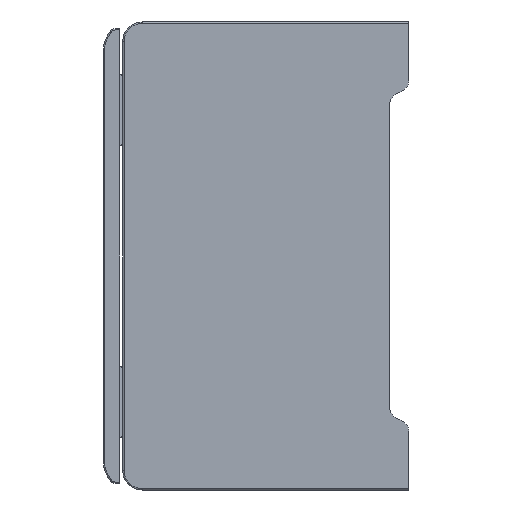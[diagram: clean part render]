
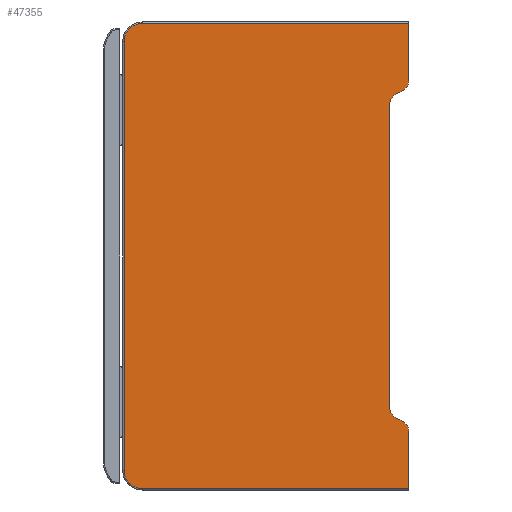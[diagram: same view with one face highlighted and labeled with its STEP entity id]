
A CAD part, left-side view. The second image highlights one B-rep face of the part: STEP entity #47355.
In plain terms, the highlighted planar face has unit normal (-1, 0, 0).
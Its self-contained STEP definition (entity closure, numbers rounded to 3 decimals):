
#8656=CARTESIAN_POINT('',(0.,1.,-12.887));
#8657=DIRECTION('',(1.,0.,0.));
#8658=DIRECTION('',(0.,1.,0.));
#8659=AXIS2_PLACEMENT_3D('',#8656,#8657,#8658);
#8661=DIRECTION('',(0.,0.,1.));
#8662=VECTOR('',#8661,46.226);
#8663=CARTESIAN_POINT('',(0.,3.,-59.113));
#8664=LINE('',#8663,#8662);
#8665=CARTESIAN_POINT('',(0.,1.,-59.113));
#8666=DIRECTION('',(1.,0.,0.));
#8667=DIRECTION('',(0.,0.5,-0.866));
#8668=AXIS2_PLACEMENT_3D('',#8665,#8666,#8667);
#8670=DIRECTION('',(0.,0.866,0.5));
#8671=VECTOR('',#8670,1.309);
#8672=CARTESIAN_POINT('',(0.,0.866,-61.5));
#8673=LINE('',#8672,#8671);
#8674=CARTESIAN_POINT('',(0.,1.732,-63.));
#8675=DIRECTION('',(1.,0.,0.));
#8676=DIRECTION('',(0.,-0.5,0.866));
#8677=AXIS2_PLACEMENT_3D('',#8674,#8675,#8676);
#8679=DIRECTION('',(0.,0.,-1.));
#8680=VECTOR('',#8679,8.8);
#8681=CARTESIAN_POINT('',(0.,0.,-63.));
#8682=LINE('',#8681,#8680);
#8683=DIRECTION('',(0.,1.,0.));
#8684=VECTOR('',#8683,41.);
#8685=CARTESIAN_POINT('',(0.,0.,-71.8));
#8686=LINE('',#8685,#8684);
#8687=CARTESIAN_POINT('',(0.,41.,-69.));
#8688=DIRECTION('',(1.,0.,0.));
#8689=DIRECTION('',(0.,0.,-1.));
#8690=AXIS2_PLACEMENT_3D('',#8687,#8688,#8689);
#8692=DIRECTION('',(0.,0.,1.));
#8693=VECTOR('',#8692,66.);
#8694=CARTESIAN_POINT('',(0.,43.8,-69.));
#8695=LINE('',#8694,#8693);
#8696=CARTESIAN_POINT('',(0.,41.,-3.));
#8697=DIRECTION('',(1.,0.,0.));
#8698=DIRECTION('',(0.,1.,0.));
#8699=AXIS2_PLACEMENT_3D('',#8696,#8697,#8698);
#8701=DIRECTION('',(0.,-1.,0.));
#8702=VECTOR('',#8701,41.);
#8703=CARTESIAN_POINT('',(0.,41.,-0.2));
#8704=LINE('',#8703,#8702);
#8705=DIRECTION('',(0.,0.,-1.));
#8706=VECTOR('',#8705,8.8);
#8707=CARTESIAN_POINT('',(0.,0.,-0.2));
#8708=LINE('',#8707,#8706);
#8709=CARTESIAN_POINT('',(0.,1.732,-9.));
#8710=DIRECTION('',(1.,0.,0.));
#8711=DIRECTION('',(0.,-1.,0.));
#8712=AXIS2_PLACEMENT_3D('',#8709,#8710,#8711);
#8714=DIRECTION('',(0.,-0.866,0.5));
#8715=VECTOR('',#8714,1.309);
#8716=CARTESIAN_POINT('',(0.,2.,-11.155));
#8717=LINE('',#8716,#8715);
#29604=CARTESIAN_POINT('',(0.,0.,-0.2));
#29606=VERTEX_POINT('',#29604);
#29607=CARTESIAN_POINT('',(0.,41.,-0.2));
#29608=VERTEX_POINT('',#29607);
#29613=CARTESIAN_POINT('',(0.,43.8,-3.));
#29614=VERTEX_POINT('',#29613);
#29617=CARTESIAN_POINT('',(0.,43.8,-69.));
#29618=VERTEX_POINT('',#29617);
#29621=CARTESIAN_POINT('',(0.,41.,-71.8));
#29622=VERTEX_POINT('',#29621);
#29623=CARTESIAN_POINT('',(0.,0.,-71.8));
#29625=VERTEX_POINT('',#29623);
#30467=CARTESIAN_POINT('',(0.,3.,-12.887));
#30468=CARTESIAN_POINT('',(0.,2.,-11.155));
#30469=VERTEX_POINT('',#30467);
#30470=VERTEX_POINT('',#30468);
#30471=CARTESIAN_POINT('',(0.,0.866,-10.5));
#30472=VERTEX_POINT('',#30471);
#30473=CARTESIAN_POINT('',(0.,0.,-9.));
#30474=VERTEX_POINT('',#30473);
#30475=CARTESIAN_POINT('',(0.,0.866,-61.5));
#30476=CARTESIAN_POINT('',(0.,0.,-63.));
#30477=VERTEX_POINT('',#30475);
#30478=VERTEX_POINT('',#30476);
#30479=CARTESIAN_POINT('',(0.,2.,-60.845));
#30480=VERTEX_POINT('',#30479);
#30481=CARTESIAN_POINT('',(0.,3.,-59.113));
#30482=VERTEX_POINT('',#30481);
#47329=CARTESIAN_POINT('',(0.,0.,-72.));
#47330=DIRECTION('',(-1.,0.,0.));
#47331=DIRECTION('',(0.,0.,1.));
#47332=AXIS2_PLACEMENT_3D('',#47329,#47330,#47331);
#47333=PLANE('',#47332);
#47334=ORIENTED_EDGE('',*,*,#47321,.F.);
#47335=ORIENTED_EDGE('',*,*,#47144,.F.);
#47336=ORIENTED_EDGE('',*,*,#47208,.F.);
#47337=ORIENTED_EDGE('',*,*,#47223,.F.);
#47338=ORIENTED_EDGE('',*,*,#47238,.T.);
#47339=ORIENTED_EDGE('',*,*,#47280,.T.);
#47341=ORIENTED_EDGE('',*,*,#47340,.T.);
#47343=ORIENTED_EDGE('',*,*,#47342,.T.);
#47345=ORIENTED_EDGE('',*,*,#47344,.T.);
#47347=ORIENTED_EDGE('',*,*,#47346,.T.);
#47349=ORIENTED_EDGE('',*,*,#47348,.T.);
#47350=ORIENTED_EDGE('',*,*,#47253,.T.);
#47351=ORIENTED_EDGE('',*,*,#47292,.T.);
#47352=ORIENTED_EDGE('',*,*,#47307,.F.);
#47353=EDGE_LOOP('',(#47334,#47335,#47336,#47337,#47338,#47339,#47341,#47343,
#47345,#47347,#47349,#47350,#47351,#47352));
#47354=FACE_OUTER_BOUND('',#47353,.F.);
#47355=ADVANCED_FACE('',(#47354),#47333,.T.);
#8660=CIRCLE('',#8659,2.);
#8669=CIRCLE('',#8668,2.);
#8678=CIRCLE('',#8677,1.732);
#8691=CIRCLE('',#8690,2.8);
#8700=CIRCLE('',#8699,2.8);
#8713=CIRCLE('',#8712,1.732);
#47144=EDGE_CURVE('',#30482,#30469,#8664,.T.);
#47208=EDGE_CURVE('',#30480,#30482,#8669,.T.);
#47223=EDGE_CURVE('',#30477,#30480,#8673,.T.);
#47238=EDGE_CURVE('',#30477,#30478,#8678,.T.);
#47253=EDGE_CURVE('',#29606,#30474,#8708,.T.);
#47280=EDGE_CURVE('',#30478,#29625,#8682,.T.);
#47292=EDGE_CURVE('',#30474,#30472,#8713,.T.);
#47307=EDGE_CURVE('',#30470,#30472,#8717,.T.);
#47321=EDGE_CURVE('',#30469,#30470,#8660,.T.);
#47340=EDGE_CURVE('',#29625,#29622,#8686,.T.);
#47342=EDGE_CURVE('',#29622,#29618,#8691,.T.);
#47344=EDGE_CURVE('',#29618,#29614,#8695,.T.);
#47346=EDGE_CURVE('',#29614,#29608,#8700,.T.);
#47348=EDGE_CURVE('',#29608,#29606,#8704,.T.);
